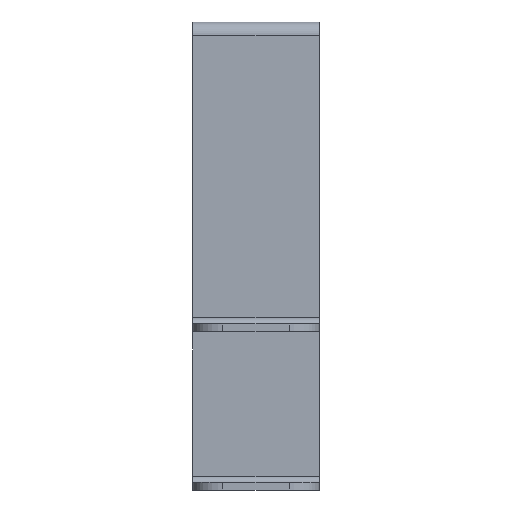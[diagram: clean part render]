
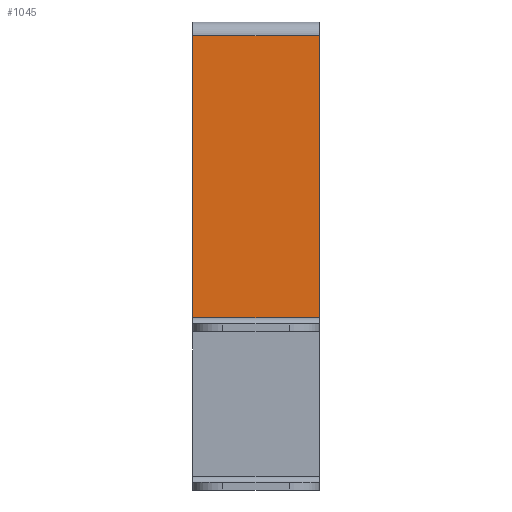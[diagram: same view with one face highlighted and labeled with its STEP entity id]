
A CAD part, left-side view. The second image highlights one B-rep face of the part: STEP entity #1045.
In plain terms, the highlighted planar face has unit normal (-1, 0, 0).
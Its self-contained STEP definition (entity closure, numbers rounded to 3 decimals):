
#55=PLANE('',#1155);
#115=FACE_OUTER_BOUND('',#186,.T.);
#186=EDGE_LOOP('',(#910,#911,#912,#913));
#283=LINE('',#1715,#389);
#286=LINE('',#1722,#392);
#289=LINE('',#1729,#395);
#291=LINE('',#1736,#397);
#389=VECTOR('',#1397,10.);
#392=VECTOR('',#1404,10.);
#395=VECTOR('',#1411,10.);
#397=VECTOR('',#1419,3.1);
#524=VERTEX_POINT('',#1705);
#525=VERTEX_POINT('',#1709);
#527=VERTEX_POINT('',#1720);
#529=VERTEX_POINT('',#1728);
#647=EDGE_CURVE('',#524,#525,#283,.T.);
#650=EDGE_CURVE('',#525,#527,#286,.T.);
#653=EDGE_CURVE('',#527,#529,#289,.T.);
#657=EDGE_CURVE('',#529,#524,#291,.T.);
#910=ORIENTED_EDGE('',*,*,#647,.T.);
#911=ORIENTED_EDGE('',*,*,#650,.T.);
#912=ORIENTED_EDGE('',*,*,#653,.T.);
#913=ORIENTED_EDGE('',*,*,#657,.T.);
#1045=ADVANCED_FACE('',(#115),#55,.F.);
#1155=AXIS2_PLACEMENT_3D('',#1748,#1434,#1435);
#1397=DIRECTION('',(0.,-1.,0.));
#1404=DIRECTION('',(0.,0.,1.));
#1411=DIRECTION('',(0.,1.,0.));
#1419=DIRECTION('',(0.,0.,-1.));
#1434=DIRECTION('center_axis',(1.,0.,0.));
#1435=DIRECTION('ref_axis',(0.,-1.,0.));
#1705=CARTESIAN_POINT('',(27.,42.,57.));
#1709=CARTESIAN_POINT('',(27.,0.,57.));
#1715=CARTESIAN_POINT('',(27.,31.5,57.));
#1720=CARTESIAN_POINT('',(27.,0.,150.5));
#1722=CARTESIAN_POINT('',(27.,0.,150.5));
#1728=CARTESIAN_POINT('',(27.,42.,150.5));
#1729=CARTESIAN_POINT('',(27.,21.,150.5));
#1736=CARTESIAN_POINT('',(27.,42.,160.239));
#1748=CARTESIAN_POINT('Origin',(27.,21.,467.608));
